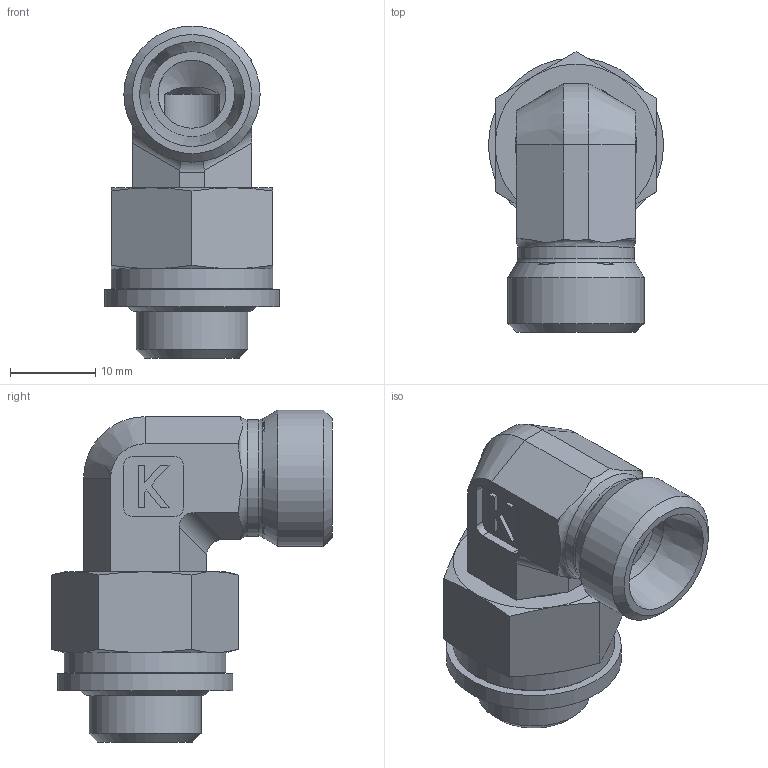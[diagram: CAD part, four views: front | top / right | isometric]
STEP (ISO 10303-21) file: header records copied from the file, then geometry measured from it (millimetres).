
FILE_DESCRIPTION((''),'2;1');
FILE_NAME('6716012816.stp','2015-02-06T14:03:34',(''),('KNOMI spol. s r. o.'),'Autodesk Inventor 2012','Autodesk Inventor 2012','');
FILE_SCHEMA(('AUTOMOTIVE_DESIGN { 1 2 10303 214 0 1 1 1 }'));
Length unit declared in the file: millimetre
Products named in the file (4): ÚPS G1/4"/M16 GM500; 6786102816; 6756028; 7391028
Assembly tree (3 placements, depth 2):
  ÚPS G1/4"/M16 GM500
    6786102816
    6756028
    7391028
Bounding box: 20.56 x 32.97 x 39 mm (x, y, z)
Volume: 8420.3 mm3; surface area: 6195.9 mm2
Topology: 3 solids, 3 shells, 121 faces, 274 edges, 171 vertices
Faces by surface type: plane 70, cone 27, cylinder 22, torus 2
Full cylindrical faces by diameter (mm): 6.5 x1, 8 x1, 10 x1, 11.38 x1, 11.445 x1, 13.156 x1, 13.7 x1, 13.74 x2, 14 x2, 16 x1, 19 x1, 20.57 x1
Entity records: 3442 total; most frequent: CARTESIAN_POINT 704, DIRECTION 538, ORIENTED_EDGE 480, EDGE_CURVE 240, AXIS2_PLACEMENT_3D 212, EDGE_LOOP 166, VERTEX_POINT 164, FACE_OUTER_BOUND 121
